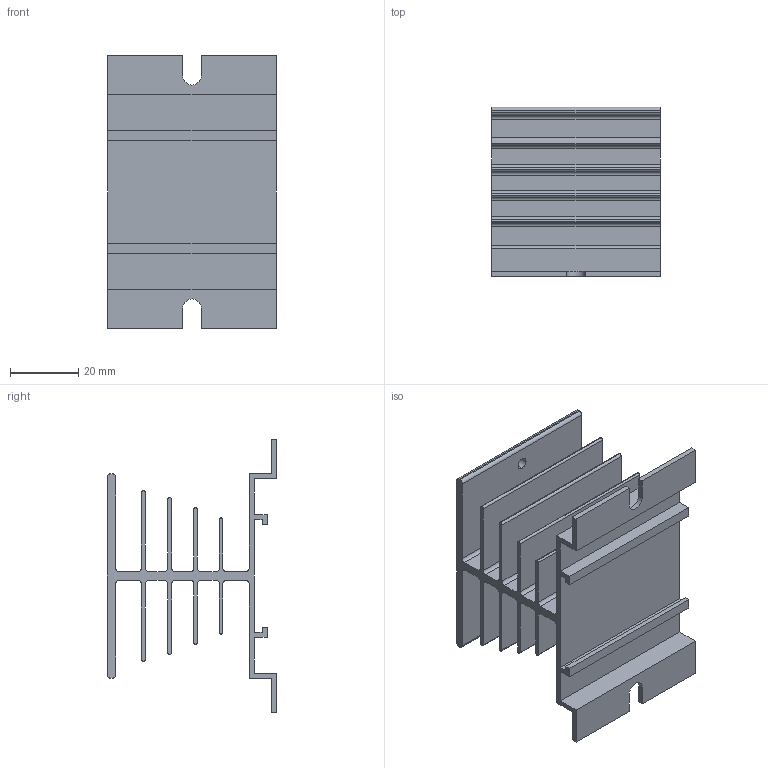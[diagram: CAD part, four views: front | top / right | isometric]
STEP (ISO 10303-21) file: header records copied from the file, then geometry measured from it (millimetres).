
FILE_DESCRIPTION (( 'STEP AP214' ), '1' );
FILE_NAME ('Solid State Relay Heat Sink, SSR-40DD.STEP', '2019-08-22T22:29:53', ( '' ), ( '' ), 'SwSTEP 2.0', 'SolidWorks 2018', '' );
FILE_SCHEMA (( 'AUTOMOTIVE_DESIGN' ));
Length unit declared in the file: millimetre
Products named in the file (1): Solid State Relay Heat Sink, SSR-40DD
Bounding box: 49.4 x 49.5 x 80 mm (x, y, z)
Volume: 28539 mm3; surface area: 36276 mm2
Topology: 1 solids, 1 shells, 111 faces, 327 edges, 218 vertices
Faces by surface type: plane 64, cylinder 47
Entity records: 3801 total; most frequent: CARTESIAN_POINT 657, ORIENTED_EDGE 654, DIRECTION 645, EDGE_CURVE 327, VECTOR 233, LINE 233, VERTEX_POINT 218, AXIS2_PLACEMENT_3D 206
